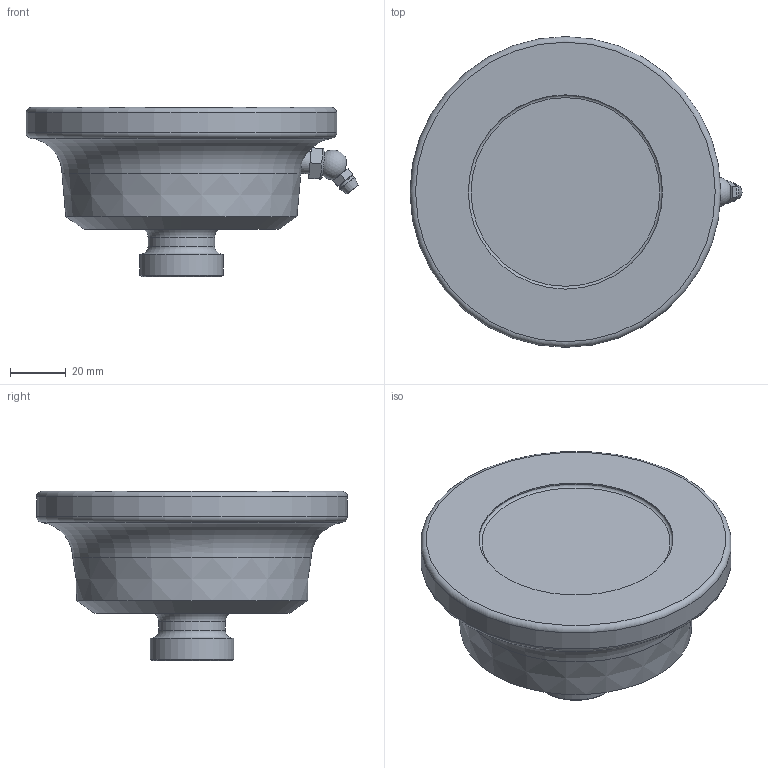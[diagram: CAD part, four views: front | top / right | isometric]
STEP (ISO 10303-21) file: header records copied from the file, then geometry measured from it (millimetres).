
FILE_DESCRIPTION(/* description */ ('Unknown'),/* implementation_level */ '2;1');
FILE_NAME(/* name */ 'ATTXSF045',/* time_stamp */ '2017-07-11T16:26:06+02:00',/* author */ ('Unknown'),/* organization */ ('Unknown'),/* preprocessor_version */ 'ST-DEVELOPER v16',/* originating_system */ 'DEX',/* authorisation */ $);
FILE_SCHEMA (('AUTOMOTIVE_DESIGN {1 0 10303 214 3 1 1}'));
Length unit declared in the file: millimetre
Products named in the file (8): ATTXSF045; 2410; 2224; 2199; 9630; 2239; 2411
Assembly tree (7 placements, depth 3):
  ATTXSF045
    2410
    2224
      2224
      2199
    9630
    2239
    2411
Bounding box: 119.64 x 112 x 61 mm (x, y, z)
Volume: 292517.3 mm3; surface area: 54589.8 mm2
Topology: 6 solids, 6 shells, 105 faces, 238 edges, 154 vertices
Faces by surface type: plane 46, cylinder 29, torus 14, cone 13, sphere 3
Full cylindrical faces by diameter (mm): 2 x1, 3.172 x1, 3.2 x2, 4 x1, 4.308 x1, 4.917 x1, 6 x2, 6.917 x1, 8 x1, 24 x1, 30 x1, 65 x1, 65.1 x2, 68 x1, 70 x1, 112 x1
Entity records: 3939 total; most frequent: CARTESIAN_POINT 1186, DIRECTION 469, ORIENTED_EDGE 338, AXIS2_PLACEMENT_3D 209, FACE_BOUND 176, EDGE_LOOP 175, EDGE_CURVE 169, VERTEX_POINT 135
